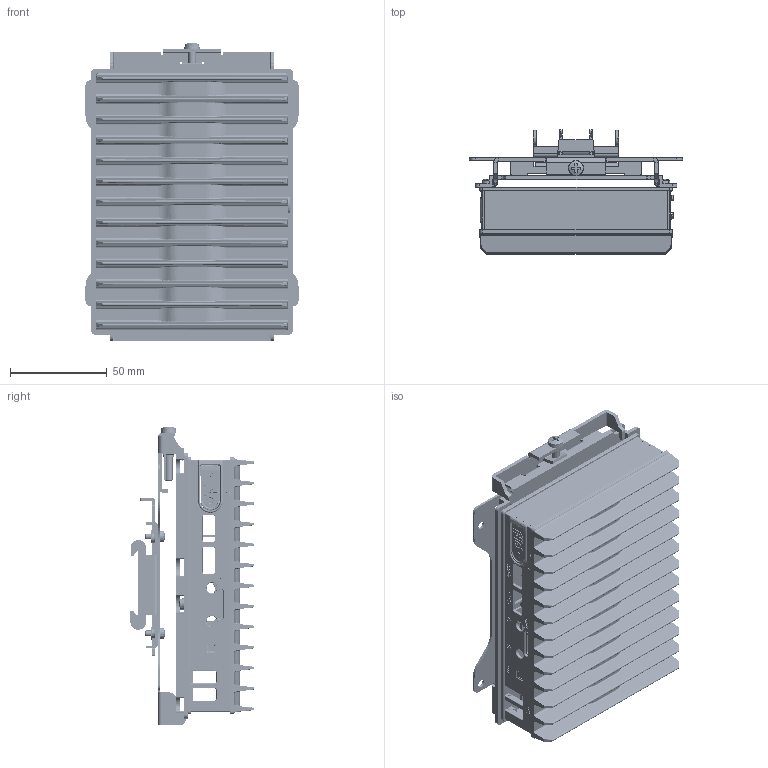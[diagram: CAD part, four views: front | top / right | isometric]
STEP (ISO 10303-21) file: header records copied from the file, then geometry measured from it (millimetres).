
FILE_DESCRIPTION (( 'STEP AP214' ), '1' );
FILE_NAME ('Fitlet3_skin_VESA_DIN.STEP', '2022-02-18T14:17:05', ( '' ), ( '' ), 'SwSTEP 2.0', 'SolidWorks 2019', '' );
FILE_SCHEMA (( 'AUTOMOTIVE_DESIGN' ));
Length unit declared in the file: millimetre
Products named in the file (25): 381A54000-Nut, Hex, M3, Steel, Zinc plating, 2.4mm thick, 5.5mm Width; 30899-00011-FTL2; 373E30031(Panel_Back_FITLET3_Zinc_Black)_rev1.0__For HQT; FRONT PANEL ASSY-FTL2; Ejot WN1412 K14x3.5-Cross Head Screw-FTL2_EJOT WN1412 CROSS HEAD SCREW D2.5xL12; Screw M2.5 flat-head phillips for fitlet 2 rev 1.1-FTL2; 373C30061-FITLET3_Side_Panel_Aluminum_rev1.0_; 206F10100 -Mounting bracket, DIN Rail Clip, Steel; Light Pipe - Pingood Enterprise  EMP1-2.5V0-F-FTL2; 304B01004 light-pipe-FTL2; flt3_vesa_assembly; 372D010560-Enclosure_FITLET3_Bottom_cover_Aluminum_die_cast_Black_rev1.0_For HQT; 372D010550(Enclosure, FITLET3, Top cover, Aluminum die cast, Black_rev1.0_; Intense_VESA assembly; Metal DIN Ray_X2_0131_X0_ Montaj Aparat_X2_0131_X0_ 2_handle_uni direction; Aparat Yay_X2_0131_X0_; Fitlet3_skin_VESA_DIN; 373D30050(Panel_Front_FITLET3_Zinc_Black)_rev1.0_; 291A010040-Fit-PC3Intense-PC VESA Mounting Bracket_Steel; Metal DIN Ray_X2_0131_X0_ Montaj Aparat_X2_0131_X0_ 1; 290P010531(Mech part, Button for IOTG-RPi4 Front panel, PC_ABS, Black); 380J54082-Screw_M3_Pan_head_Philips_L=8mm_Steel_Zinc; 291B010390-FITLET3 VESA mounting adapter bracket extrusion_rev1.0_; 380J55150-Screw, M4, Pan head, Phillips, L=25mm, Steel, DIN7985A, Zinc plated, Black; 291A010070-Fit-PC3Intense-PC VESA Mounting_Clamp_Steel
Assembly tree (32 placements, depth 4):
  Fitlet3_skin_VESA_DIN
    373E30031(Panel_Back_FITLET3_Zinc_Black)_rev1.0__For HQT
    373D30050(Panel_Front_FITLET3_Zinc_Black)_rev1.0_
    372D010550(Enclosure, FITLET3, Top cover, Aluminum die cast, Black_rev1.0_
    FRONT PANEL ASSY-FTL2
      Light Pipe - Pingood Enterprise  EMP1-2.5V0-F-FTL2
      290P010531(Mech part, Button for IOTG-RPi4 Front panel, PC_ABS, Black)
      30899-00011-FTL2
      Ejot WN1412 K14x3.5-Cross Head Screw-FTL2_EJOT WN1412 CROSS HEAD SCREW D2.5xL12
    372D010560-Enclosure_FITLET3_Bottom_cover_Aluminum_die_cast_Black_rev1.0_For HQT
    Screw M2.5 flat-head phillips for fitlet 2 rev 1.1-FTL2  x4
    304B01004 light-pipe-FTL2
    373C30061-FITLET3_Side_Panel_Aluminum_rev1.0_  x2
    flt3_vesa_assembly
      Intense_VESA assembly
        291A010040-Fit-PC3Intense-PC VESA Mounting Bracket_Steel
        291A010070-Fit-PC3Intense-PC VESA Mounting_Clamp_Steel
        380J55150-Screw, M4, Pan head, Phillips, L=25mm, Steel, DIN7985A, Zinc plated, Black
      291B010390-FITLET3 VESA mounting adapter bracket extrusion_rev1.0_
    206F10100 -Mounting bracket, DIN Rail Clip, Steel
      Metal DIN Ray_X2_0131_X0_ Montaj Aparat_X2_0131_X0_ 1
      Metal DIN Ray_X2_0131_X0_ Montaj Aparat_X2_0131_X0_ 2_handle_uni direction
      Aparat Yay_X2_0131_X0_
    381A54000-Nut, Hex, M3, Steel, Zinc plating, 2.4mm thick, 5.5mm Width  x2
    380J54082-Screw_M3_Pan_head_Philips_L=8mm_Steel_Zinc  x4
Bounding box: 110 x 64.01 x 154.26 mm (x, y, z)
Volume: 149435.1 mm3; surface area: 179800.4 mm2
Topology: 29 solids, 29 shells, 5447 faces, 14102 edges, 8745 vertices
Faces by surface type: plane 2045, cylinder 1475, bspline 1128, cone 453, torus 221, sphere 125
Entity records: 194574 total; most frequent: CARTESIAN_POINT 71208, ORIENTED_EDGE 26354, DIRECTION 21347, EDGE_CURVE 13177, VERTEX_POINT 8185, AXIS2_PLACEMENT_3D 7226, VECTOR 6895, LINE 6895
